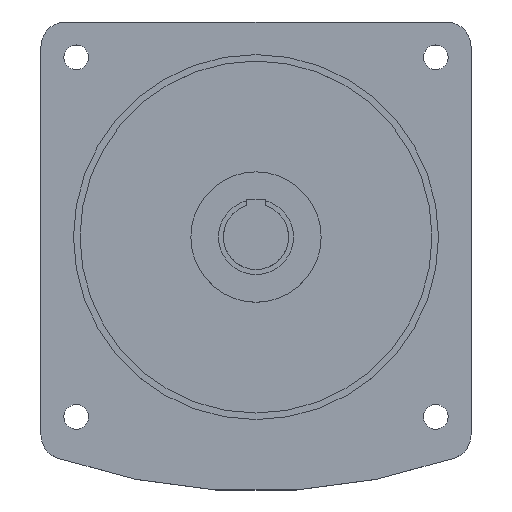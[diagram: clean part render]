
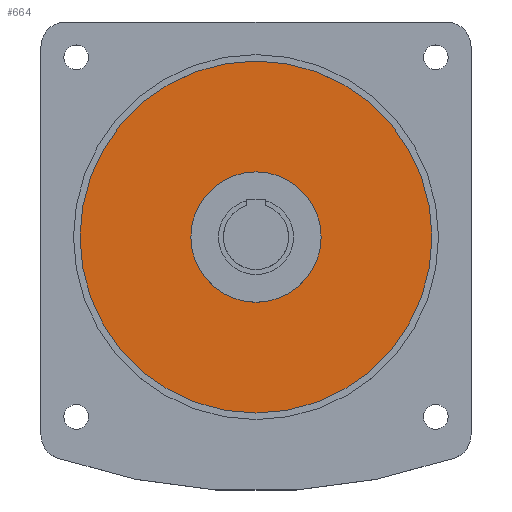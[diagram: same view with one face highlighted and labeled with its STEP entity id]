
A CAD part, top view. The second image highlights one B-rep face of the part: STEP entity #664.
In plain terms, the highlighted planar face has unit normal (0, 0, 1).
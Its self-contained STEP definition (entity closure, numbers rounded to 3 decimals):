
#261 = AXIS2_PLACEMENT_3D ( 'NONE', #2027, #809, #2783 ) ;
#354 = CARTESIAN_POINT ( 'NONE',  ( 135., 0., 0. ) ) ;
#467 = ORIENTED_EDGE ( 'NONE', *, *, #2885, .F. ) ;
#640 = CIRCLE ( 'NONE', #261, 135. ) ;
#664 = ADVANCED_FACE ( 'NONE', ( #3115, #1107 ), #2842, .T. ) ;
#782 = CARTESIAN_POINT ( 'NONE',  ( 50., 0., 0. ) ) ;
#809 = DIRECTION ( 'NONE',  ( 0., 0., -1. ) ) ;
#907 = DIRECTION ( 'NONE',  ( 0., 0., 1. ) ) ;
#1011 = CIRCLE ( 'NONE', #1310, 50. ) ;
#1020 = CARTESIAN_POINT ( 'NONE',  ( 0., 0., 0. ) ) ;
#1107 = FACE_BOUND ( 'NONE', #3245, .T. ) ;
#1310 = AXIS2_PLACEMENT_3D ( 'NONE', #1020, #2139, #2926 ) ;
#1587 = EDGE_CURVE ( 'NONE', #2498, #2794, #640, .T. ) ;
#1847 = AXIS2_PLACEMENT_3D ( 'NONE', #4199, #5007, #2657 ) ;
#1911 = EDGE_CURVE ( 'NONE', #2794, #2498, #3404, .T. ) ;
#2004 = VERTEX_POINT ( 'NONE', #782 ) ;
#2027 = CARTESIAN_POINT ( 'NONE',  ( 0., 0., 0. ) ) ;
#2139 = DIRECTION ( 'NONE',  ( 0., 0., 1. ) ) ;
#2206 = ORIENTED_EDGE ( 'NONE', *, *, #1587, .F. ) ;
#2498 = VERTEX_POINT ( 'NONE', #354 ) ;
#2657 = DIRECTION ( 'NONE',  ( 1., 0., 0. ) ) ;
#2783 = DIRECTION ( 'NONE',  ( 1., 0., 0. ) ) ;
#2794 = VERTEX_POINT ( 'NONE', #2964 ) ;
#2830 = DIRECTION ( 'NONE',  ( 1., 0., 0. ) ) ;
#2842 = PLANE ( 'NONE',  #3363 ) ;
#2885 = EDGE_CURVE ( 'NONE', #3252, #2004, #4559, .T. ) ;
#2926 = DIRECTION ( 'NONE',  ( 1., 0., 0. ) ) ;
#2964 = CARTESIAN_POINT ( 'NONE',  ( -135., 0., 0. ) ) ;
#3115 = FACE_OUTER_BOUND ( 'NONE', #4215, .T. ) ;
#3244 = CARTESIAN_POINT ( 'NONE',  ( 0., 273.75, 0. ) ) ;
#3245 = EDGE_LOOP ( 'NONE', ( #467, #4932 ) ) ;
#3252 = VERTEX_POINT ( 'NONE', #4713 ) ;
#3363 = AXIS2_PLACEMENT_3D ( 'NONE', #3244, #907, #3607 ) ;
#3404 = CIRCLE ( 'NONE', #1847, 135. ) ;
#3607 = DIRECTION ( 'NONE',  ( 1., 0., 0. ) ) ;
#3923 = CARTESIAN_POINT ( 'NONE',  ( 0., 0., 0. ) ) ;
#4045 = EDGE_CURVE ( 'NONE', #2004, #3252, #1011, .T. ) ;
#4199 = CARTESIAN_POINT ( 'NONE',  ( 0., 0., 0. ) ) ;
#4215 = EDGE_LOOP ( 'NONE', ( #4435, #2206 ) ) ;
#4306 = DIRECTION ( 'NONE',  ( 0., 0., 1. ) ) ;
#4360 = AXIS2_PLACEMENT_3D ( 'NONE', #3923, #4306, #2830 ) ;
#4435 = ORIENTED_EDGE ( 'NONE', *, *, #1911, .F. ) ;
#4559 = CIRCLE ( 'NONE', #4360, 50. ) ;
#4713 = CARTESIAN_POINT ( 'NONE',  ( -50., 0., 0. ) ) ;
#4932 = ORIENTED_EDGE ( 'NONE', *, *, #4045, .F. ) ;
#5007 = DIRECTION ( 'NONE',  ( 0., 0., -1. ) ) ;
